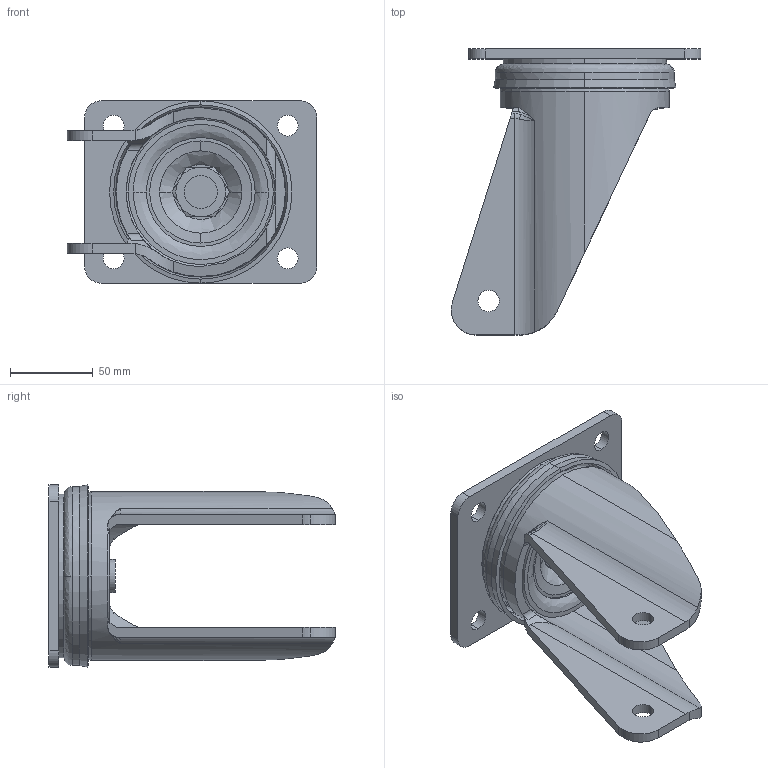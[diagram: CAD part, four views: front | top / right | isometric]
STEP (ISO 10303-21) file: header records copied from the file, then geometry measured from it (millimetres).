
FILE_DESCRIPTION (( 'STEP AP214' ), '1' );
FILE_NAME ('0033791_HV-L-200.step', '2018-08-03T11:17:22', ( 'Windows-Benutzer' ), ( '' ), 'SwSTEP 2.0', 'SolidWorks 2018', '' );
FILE_SCHEMA (( 'AUTOMOTIVE_DESIGN' ));
Length unit declared in the file: millimetre
Products named in the file (1): 0033791_HV-L-200
Bounding box: 150.57 x 172.56 x 110 mm (x, y, z)
Surface area: 146323.4 mm2 (no closed solid volume)
Topology: 0 solids, 3 shells, 309 faces, 828 edges, 533 vertices
Faces by surface type: cylinder 102, plane 82, bspline 79, cone 40, torus 6
Entity records: 12440 total; most frequent: CARTESIAN_POINT 4981, ORIENTED_EDGE 1652, DIRECTION 1513, EDGE_CURVE 828, AXIS2_PLACEMENT_3D 635, VERTEX_POINT 533, CIRCLE 404, EDGE_LOOP 337
